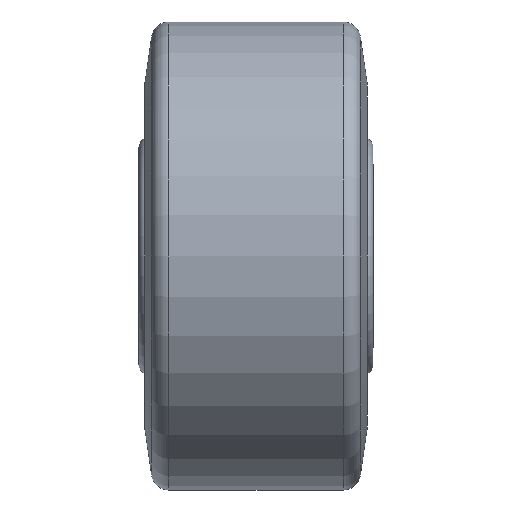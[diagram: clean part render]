
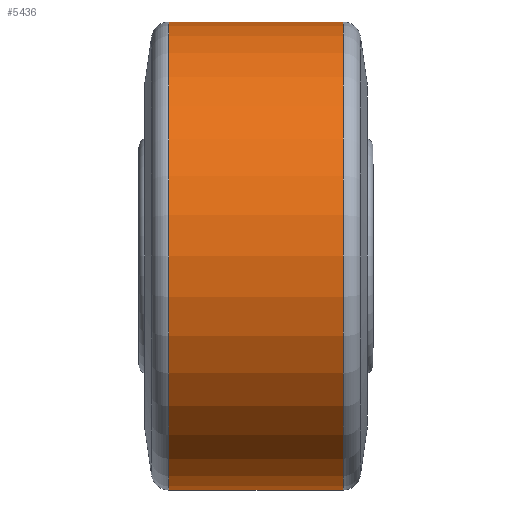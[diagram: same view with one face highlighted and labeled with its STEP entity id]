
A CAD part, front view. The second image highlights one B-rep face of the part: STEP entity #5436.
In plain terms, the highlighted cylindrical face has radius 40 mm (diameter 80 mm), a partial arc.
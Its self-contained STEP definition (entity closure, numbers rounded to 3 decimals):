
#138 = DIRECTION ( 'NONE',  ( -1., 0., 0. ) ) ;
#146 = EDGE_CURVE ( 'NONE', #5158, #2842, #1168, .T. ) ;
#396 = DIRECTION ( 'NONE',  ( -1., 0., 0. ) ) ;
#456 = CARTESIAN_POINT ( 'NONE',  ( -40.585, 0., -40. ) ) ;
#586 = CARTESIAN_POINT ( 'NONE',  ( -40.585, 0., 40. ) ) ;
#871 = DIRECTION ( 'NONE',  ( 0., 0., -1. ) ) ;
#995 = ORIENTED_EDGE ( 'NONE', *, *, #2491, .T. ) ;
#1125 = CYLINDRICAL_SURFACE ( 'NONE', #1957, 40. ) ;
#1168 = LINE ( 'NONE', #586, #5046 ) ;
#1229 = CARTESIAN_POINT ( 'NONE',  ( -14.898, 0., 40. ) ) ;
#1719 = CARTESIAN_POINT ( 'NONE',  ( 14.898, 0., -40. ) ) ;
#1940 = DIRECTION ( 'NONE',  ( -1., 0., 0. ) ) ;
#1957 = AXIS2_PLACEMENT_3D ( 'NONE', #3752, #1940, #4371 ) ;
#2097 = ORIENTED_EDGE ( 'NONE', *, *, #2906, .F. ) ;
#2205 = DIRECTION ( 'NONE',  ( 0., 0., -1. ) ) ;
#2338 = CIRCLE ( 'NONE', #3271, 40. ) ;
#2491 = EDGE_CURVE ( 'NONE', #2842, #2960, #3423, .T. ) ;
#2595 = FACE_OUTER_BOUND ( 'NONE', #3027, .T. ) ;
#2842 = VERTEX_POINT ( 'NONE', #1229 ) ;
#2906 = EDGE_CURVE ( 'NONE', #4551, #2960, #4126, .T. ) ;
#2960 = VERTEX_POINT ( 'NONE', #3121 ) ;
#2988 = EDGE_CURVE ( 'NONE', #4551, #5158, #2338, .T. ) ;
#3027 = EDGE_LOOP ( 'NONE', ( #2097, #5514, #4818, #995 ) ) ;
#3121 = CARTESIAN_POINT ( 'NONE',  ( -14.898, 0., -40. ) ) ;
#3271 = AXIS2_PLACEMENT_3D ( 'NONE', #4971, #396, #2205 ) ;
#3423 = CIRCLE ( 'NONE', #4156, 40. ) ;
#3593 = DIRECTION ( 'NONE',  ( 1., 0., 0. ) ) ;
#3752 = CARTESIAN_POINT ( 'NONE',  ( -40.585, 0., 0. ) ) ;
#4076 = CARTESIAN_POINT ( 'NONE',  ( -14.898, 0., 0. ) ) ;
#4126 = LINE ( 'NONE', #456, #4356 ) ;
#4156 = AXIS2_PLACEMENT_3D ( 'NONE', #4076, #3593, #871 ) ;
#4356 = VECTOR ( 'NONE', #4565, 1000. ) ;
#4371 = DIRECTION ( 'NONE',  ( 0., 0., 1. ) ) ;
#4551 = VERTEX_POINT ( 'NONE', #1719 ) ;
#4565 = DIRECTION ( 'NONE',  ( -1., 0., 0. ) ) ;
#4616 = CARTESIAN_POINT ( 'NONE',  ( 14.898, 0., 40. ) ) ;
#4818 = ORIENTED_EDGE ( 'NONE', *, *, #146, .T. ) ;
#4971 = CARTESIAN_POINT ( 'NONE',  ( 14.898, 0., 0. ) ) ;
#5046 = VECTOR ( 'NONE', #138, 1000. ) ;
#5158 = VERTEX_POINT ( 'NONE', #4616 ) ;
#5436 = ADVANCED_FACE ( 'NONE', ( #2595 ), #1125, .T. ) ;
#5514 = ORIENTED_EDGE ( 'NONE', *, *, #2988, .T. ) ;
